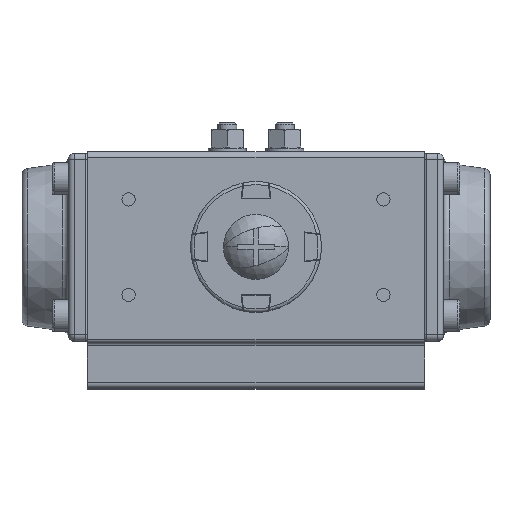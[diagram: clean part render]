
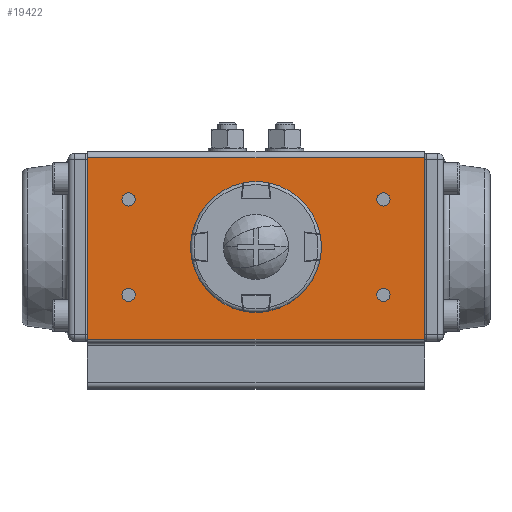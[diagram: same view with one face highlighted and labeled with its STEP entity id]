
A CAD part, top view. The second image highlights one B-rep face of the part: STEP entity #19422.
In plain terms, the highlighted planar face has unit normal (0, 0, 1).
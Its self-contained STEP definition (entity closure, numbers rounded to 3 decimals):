
#19283=CARTESIAN_POINT('',(-53.,28.,109.));
#19284=DIRECTION('',(-0.,0.,-1.));
#19285=DIRECTION('',(1.,-0.,-0.));
#19286=AXIS2_PLACEMENT_3D('',#19283,#19284,#19285);
#19287=PLANE('',#19286);
#19288=CARTESIAN_POINT('',(37.9,15.,109.));
#19289=VERTEX_POINT('',#19288);
#19290=CARTESIAN_POINT('',(42.1,15.,109.));
#19291=VERTEX_POINT('',#19290);
#19292=CARTESIAN_POINT('',(40.,15.,109.));
#19293=DIRECTION('',(0.,-0.,1.));
#19294=DIRECTION('',(-1.,0.,0.));
#19295=AXIS2_PLACEMENT_3D('',#19292,#19293,#19294);
#19296=CIRCLE('',#19295,2.1);
#19297=EDGE_CURVE('NONE',#19289,#19291,#19296,.T.);
#19298=ORIENTED_EDGE('',*,*,#19297,.F.);
#19299=CARTESIAN_POINT('',(40.,15.,109.));
#19300=DIRECTION('',(0.,-0.,1.));
#19301=DIRECTION('',(-1.,0.,0.));
#19302=AXIS2_PLACEMENT_3D('',#19299,#19300,#19301);
#19303=CIRCLE('',#19302,2.1);
#19304=EDGE_CURVE('NONE',#19291,#19289,#19303,.T.);
#19305=ORIENTED_EDGE('',*,*,#19304,.F.);
#19306=EDGE_LOOP('',(#19298,#19305));
#19307=FACE_BOUND('',#19306,.T.);
#19308=CARTESIAN_POINT('',(37.9,-15.,109.));
#19309=VERTEX_POINT('',#19308);
#19310=CARTESIAN_POINT('',(42.1,-15.,109.));
#19311=VERTEX_POINT('',#19310);
#19312=CARTESIAN_POINT('',(40.,-15.,109.));
#19313=DIRECTION('',(0.,-0.,1.));
#19314=DIRECTION('',(-1.,0.,0.));
#19315=AXIS2_PLACEMENT_3D('',#19312,#19313,#19314);
#19316=CIRCLE('',#19315,2.1);
#19317=EDGE_CURVE('NONE',#19309,#19311,#19316,.T.);
#19318=ORIENTED_EDGE('',*,*,#19317,.F.);
#19319=CARTESIAN_POINT('',(40.,-15.,109.));
#19320=DIRECTION('',(0.,-0.,1.));
#19321=DIRECTION('',(-1.,0.,0.));
#19322=AXIS2_PLACEMENT_3D('',#19319,#19320,#19321);
#19323=CIRCLE('',#19322,2.1);
#19324=EDGE_CURVE('NONE',#19311,#19309,#19323,.T.);
#19325=ORIENTED_EDGE('',*,*,#19324,.F.);
#19326=EDGE_LOOP('',(#19318,#19325));
#19327=FACE_BOUND('',#19326,.T.);
#19328=CARTESIAN_POINT('',(-42.1,-15.,109.));
#19329=VERTEX_POINT('',#19328);
#19330=CARTESIAN_POINT('',(-37.9,-15.,109.));
#19331=VERTEX_POINT('',#19330);
#19332=CARTESIAN_POINT('',(-40.,-15.,109.));
#19333=DIRECTION('',(0.,-0.,1.));
#19334=DIRECTION('',(-1.,0.,0.));
#19335=AXIS2_PLACEMENT_3D('',#19332,#19333,#19334);
#19336=CIRCLE('',#19335,2.1);
#19337=EDGE_CURVE('NONE',#19329,#19331,#19336,.T.);
#19338=ORIENTED_EDGE('',*,*,#19337,.F.);
#19339=CARTESIAN_POINT('',(-40.,-15.,109.));
#19340=DIRECTION('',(0.,-0.,1.));
#19341=DIRECTION('',(-1.,0.,0.));
#19342=AXIS2_PLACEMENT_3D('',#19339,#19340,#19341);
#19343=CIRCLE('',#19342,2.1);
#19344=EDGE_CURVE('NONE',#19331,#19329,#19343,.T.);
#19345=ORIENTED_EDGE('',*,*,#19344,.F.);
#19346=EDGE_LOOP('',(#19338,#19345));
#19347=FACE_BOUND('',#19346,.T.);
#19348=CARTESIAN_POINT('',(-42.1,15.,109.));
#19349=VERTEX_POINT('',#19348);
#19350=CARTESIAN_POINT('',(-37.9,15.,109.));
#19351=VERTEX_POINT('',#19350);
#19352=CARTESIAN_POINT('',(-40.,15.,109.));
#19353=DIRECTION('',(0.,-0.,1.));
#19354=DIRECTION('',(-1.,0.,0.));
#19355=AXIS2_PLACEMENT_3D('',#19352,#19353,#19354);
#19356=CIRCLE('',#19355,2.1);
#19357=EDGE_CURVE('NONE',#19349,#19351,#19356,.T.);
#19358=ORIENTED_EDGE('',*,*,#19357,.F.);
#19359=CARTESIAN_POINT('',(-40.,15.,109.));
#19360=DIRECTION('',(0.,-0.,1.));
#19361=DIRECTION('',(-1.,0.,0.));
#19362=AXIS2_PLACEMENT_3D('',#19359,#19360,#19361);
#19363=CIRCLE('',#19362,2.1);
#19364=EDGE_CURVE('NONE',#19351,#19349,#19363,.T.);
#19365=ORIENTED_EDGE('',*,*,#19364,.F.);
#19366=EDGE_LOOP('',(#19358,#19365));
#19367=FACE_BOUND('',#19366,.T.);
#19368=CARTESIAN_POINT('',(-52.786,-29.,109.));
#19369=VERTEX_POINT('',#19368);
#19370=CARTESIAN_POINT('',(52.786,-29.,109.));
#19371=VERTEX_POINT('',#19370);
#19372=CARTESIAN_POINT('',(-52.786,-29.,109.));
#19373=DIRECTION('',(1.,-0.,-0.));
#19374=VECTOR('',#19373,105.573);
#19375=LINE('',#19372,#19374);
#19376=EDGE_CURVE('',#19369,#19371,#19375,.T.);
#19377=ORIENTED_EDGE('',*,*,#19376,.T.);
#19378=CARTESIAN_POINT('',(52.786,28.,109.));
#19379=VERTEX_POINT('',#19378);
#19380=CARTESIAN_POINT('',(52.786,-29.,109.));
#19381=DIRECTION('',(0.,1.,0.));
#19382=VECTOR('',#19381,57.);
#19383=LINE('',#19380,#19382);
#19384=EDGE_CURVE('',#19371,#19379,#19383,.T.);
#19385=ORIENTED_EDGE('',*,*,#19384,.T.);
#19386=CARTESIAN_POINT('',(-52.786,28.,109.));
#19387=VERTEX_POINT('',#19386);
#19388=CARTESIAN_POINT('',(-52.786,28.,109.));
#19389=DIRECTION('',(1.,-0.,-0.));
#19390=VECTOR('',#19389,105.573);
#19391=LINE('',#19388,#19390);
#19392=EDGE_CURVE('',#19387,#19379,#19391,.T.);
#19393=ORIENTED_EDGE('',*,*,#19392,.F.);
#19394=CARTESIAN_POINT('',(-52.786,28.,109.));
#19395=DIRECTION('',(-0.,-1.,-0.));
#19396=VECTOR('',#19395,57.);
#19397=LINE('',#19394,#19396);
#19398=EDGE_CURVE('',#19387,#19369,#19397,.T.);
#19399=ORIENTED_EDGE('',*,*,#19398,.T.);
#19400=EDGE_LOOP('',(#19377,#19385,#19393,#19399));
#19401=FACE_BOUND('',#19400,.T.);
#19402=CARTESIAN_POINT('',(-7.,0.,109.));
#19403=VERTEX_POINT('',#19402);
#19404=CARTESIAN_POINT('',(7.,0.,109.));
#19405=VERTEX_POINT('',#19404);
#19406=CARTESIAN_POINT('',(0.,0.,109.));
#19407=DIRECTION('',(-0.,0.,-1.));
#19408=DIRECTION('',(-1.,0.,0.));
#19409=AXIS2_PLACEMENT_3D('',#19406,#19407,#19408);
#19410=CIRCLE('',#19409,7.);
#19411=EDGE_CURVE('',#19403,#19405,#19410,.T.);
#19412=ORIENTED_EDGE('',*,*,#19411,.T.);
#19413=CARTESIAN_POINT('',(0.,0.,109.));
#19414=DIRECTION('',(-0.,0.,-1.));
#19415=DIRECTION('',(-1.,0.,0.));
#19416=AXIS2_PLACEMENT_3D('',#19413,#19414,#19415);
#19417=CIRCLE('',#19416,7.);
#19418=EDGE_CURVE('',#19405,#19403,#19417,.T.);
#19419=ORIENTED_EDGE('',*,*,#19418,.T.);
#19420=EDGE_LOOP('',(#19412,#19419));
#19421=FACE_BOUND('',#19420,.T.);
#19422=ADVANCED_FACE('',(#19307,#19327,#19347,#19367,#19401,#19421),#19287,.F.);
